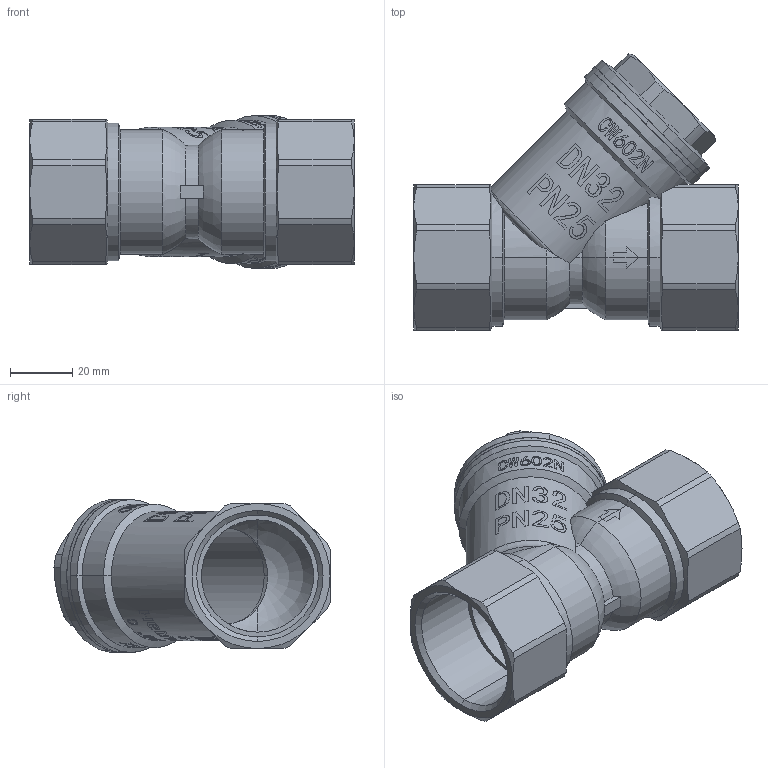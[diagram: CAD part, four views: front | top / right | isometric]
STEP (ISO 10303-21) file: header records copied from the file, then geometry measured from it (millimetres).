
FILE_DESCRIPTION (( 'STEP AP214' ), '1' );
FILE_NAME ('徹薦概1.25.STEP', '2023-03-07T05:54:23', ( '' ), ( '' ), 'SwSTEP 2.0', 'SolidWorks 2016', '' );
FILE_SCHEMA (( 'AUTOMOTIVE_DESIGN' ));
Length unit declared in the file: millimetre
Products named in the file (5): 黑簽; 菜え; w厙; 1.25徹薦概极; 徹薦概1.25
Assembly tree (4 placements, depth 2):
  徹薦概1.25
    1.25徹薦概极
    w厙
    菜え
    黑簽
Bounding box: 104 x 88.51 x 49.01 mm (x, y, z)
Volume: 76146.5 mm3; surface area: 56330.4 mm2
Topology: 4 solids, 4 shells, 759 faces, 1976 edges, 1292 vertices
Faces by surface type: plane 302, bspline 240, cylinder 144, cone 59, torus 14
Entity records: 61932 total; most frequent: CARTESIAN_POINT 45126, ORIENTED_EDGE 3952, DIRECTION 2600, EDGE_CURVE 1976, VERTEX_POINT 1292, AXIS2_PLACEMENT_3D 1050, B_SPLINE_CURVE_WITH_KNOTS 944, EDGE_LOOP 836
